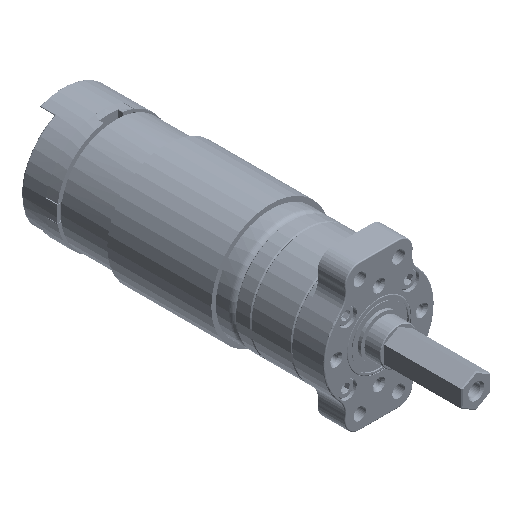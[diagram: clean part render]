
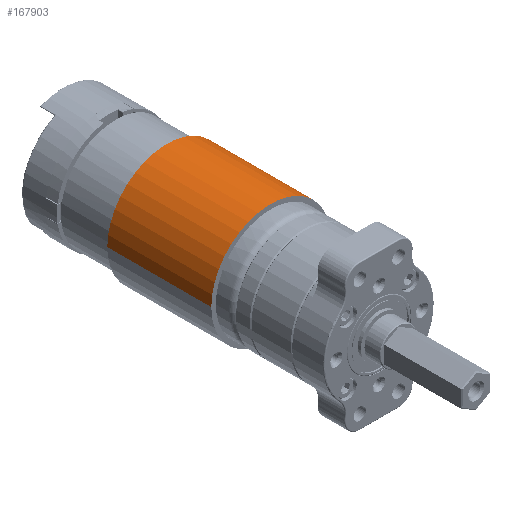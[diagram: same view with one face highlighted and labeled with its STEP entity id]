
A CAD part, isometric view. The second image highlights one B-rep face of the part: STEP entity #167903.
In plain terms, the highlighted cylindrical face has radius 19.5 mm (diameter 39 mm), a partial arc.
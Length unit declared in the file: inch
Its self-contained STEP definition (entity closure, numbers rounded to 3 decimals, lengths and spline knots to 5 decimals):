
#2899 = EDGE_CURVE ( 'NONE', #119380, #143637, #104688, .T. ) ;
#10668 = CARTESIAN_POINT ( 'NONE',  ( 0.76367, -0.07874, 0. ) ) ;
#13429 = CARTESIAN_POINT ( 'NONE',  ( -0.76772, 0., 1.96063 ) ) ;
#14719 = CIRCLE ( 'NONE', #39538, 0.76772 ) ;
#16792 = FACE_OUTER_BOUND ( 'NONE', #189240, .T. ) ;
#32329 = CARTESIAN_POINT ( 'NONE',  ( 0., 0., -0.2815 ) ) ;
#33413 = AXIS2_PLACEMENT_3D ( 'NONE', #121644, #180954, #138131 ) ;
#39538 = AXIS2_PLACEMENT_3D ( 'NONE', #82755, #70064, #129376 ) ;
#56399 = AXIS2_PLACEMENT_3D ( 'NONE', #32329, #109156, #93578 ) ;
#58822 = VECTOR ( 'NONE', #58955, 39.37008 ) ;
#58955 = DIRECTION ( 'NONE',  ( 0., 0., -1. ) ) ;
#59931 = CARTESIAN_POINT ( 'NONE',  ( -0.76772, 0., -0.2815 ) ) ;
#63545 = ORIENTED_EDGE ( 'NONE', *, *, #65509, .T. ) ;
#65509 = EDGE_CURVE ( 'NONE', #65516, #96852, #159459, .T. ) ;
#65516 = VERTEX_POINT ( 'NONE', #170193 ) ;
#70064 = DIRECTION ( 'NONE',  ( 0., 0., -1. ) ) ;
#82755 = CARTESIAN_POINT ( 'NONE',  ( 0., 0., 1.96063 ) ) ;
#92415 = CIRCLE ( 'NONE', #33413, 0.76772 ) ;
#93578 = DIRECTION ( 'NONE',  ( -1., 0., 0. ) ) ;
#96332 = DIRECTION ( 'NONE',  ( 0., 0., 1. ) ) ;
#96850 = ORIENTED_EDGE ( 'NONE', *, *, #2899, .T. ) ;
#96852 = VERTEX_POINT ( 'NONE', #181744 ) ;
#104688 = LINE ( 'NONE', #59931, #58822 ) ;
#106173 = CARTESIAN_POINT ( 'NONE',  ( -0.76772, 0., 0.62205 ) ) ;
#109156 = DIRECTION ( 'NONE',  ( 0., 0., -1. ) ) ;
#110579 = EDGE_CURVE ( 'NONE', #96852, #119380, #14719, .T. ) ;
#112269 = VECTOR ( 'NONE', #96332, 39.37008 ) ;
#119380 = VERTEX_POINT ( 'NONE', #13429 ) ;
#121644 = CARTESIAN_POINT ( 'NONE',  ( 0., 0., 0.62205 ) ) ;
#129376 = DIRECTION ( 'NONE',  ( -1., 0., 0. ) ) ;
#135160 = ORIENTED_EDGE ( 'NONE', *, *, #159280, .F. ) ;
#138131 = DIRECTION ( 'NONE',  ( -1., 0., 0. ) ) ;
#143637 = VERTEX_POINT ( 'NONE', #106173 ) ;
#159280 = EDGE_CURVE ( 'NONE', #65516, #143637, #92415, .T. ) ;
#159459 = LINE ( 'NONE', #10668, #112269 ) ;
#167903 = ADVANCED_FACE ( 'NONE', ( #16792 ), #183000, .T. ) ;
#170193 = CARTESIAN_POINT ( 'NONE',  ( 0.76367, -0.07874, 0.62205 ) ) ;
#176023 = ORIENTED_EDGE ( 'NONE', *, *, #110579, .T. ) ;
#180954 = DIRECTION ( 'NONE',  ( 0., 0., -1. ) ) ;
#181744 = CARTESIAN_POINT ( 'NONE',  ( 0.76367, -0.07874, 1.96063 ) ) ;
#183000 = CYLINDRICAL_SURFACE ( 'NONE', #56399, 0.76772 ) ;
#189240 = EDGE_LOOP ( 'NONE', ( #176023, #96850, #135160, #63545 ) ) ;
